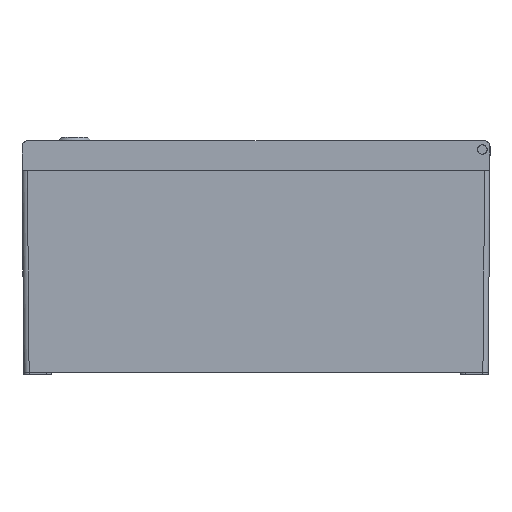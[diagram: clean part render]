
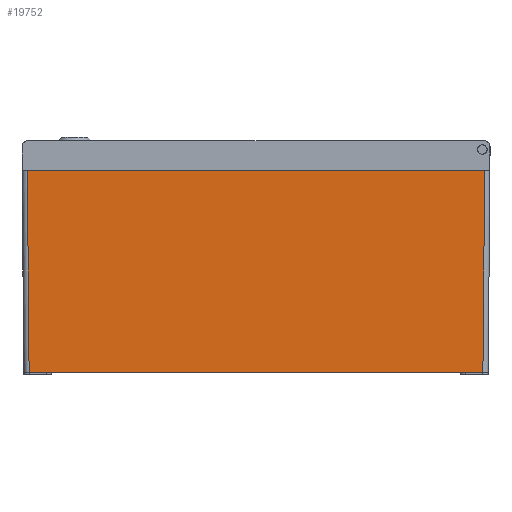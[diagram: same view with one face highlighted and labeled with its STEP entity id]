
A CAD part, front view. The second image highlights one B-rep face of the part: STEP entity #19752.
In plain terms, the highlighted face is planar.
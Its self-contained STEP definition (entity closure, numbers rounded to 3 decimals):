
#9833 = CARTESIAN_POINT ( 'NONE',  ( 0., -235.995, 178.929 ) ) ;
#9835 = CARTESIAN_POINT ( 'NONE',  ( 0., -235.995, -178.929 ) ) ;
#9954 = CARTESIAN_POINT ( 'NONE',  ( 0., -235.995, 193.929 ) ) ;
#9955 = CARTESIAN_POINT ( 'NONE',  ( -172.5, -237.5, 195.435 ) ) ;
#9957 = CARTESIAN_POINT ( 'NONE',  ( -172.5, -237.5, -195.435 ) ) ;
#9958 = CARTESIAN_POINT ( 'NONE',  ( 0., -235.995, -193.929 ) ) ;
#10687 = VECTOR ( 'NONE', #41168, 1000. ) ;
#10727 = LINE ( 'NONE', #41166, #10738 ) ;
#10734 = LINE ( 'NONE', #41160, #10687 ) ;
#10738 = VECTOR ( 'NONE', #41169, 1000. ) ;
#10740 = VECTOR ( 'NONE', #41180, 1000. ) ;
#10742 = LINE ( 'NONE', #41170, #10745 ) ;
#10745 = VECTOR ( 'NONE', #41171, 1000. ) ;
#10747 = LINE ( 'NONE', #41179, #10740 ) ;
#10758 = LINE ( 'NONE', #41196, #10785 ) ;
#10785 = VECTOR ( 'NONE', #41201, 1000. ) ;
#11319 = VECTOR ( 'NONE', #41675, 1000. ) ;
#11352 = LINE ( 'NONE', #41673, #11319 ) ;
#13551 = AXIS2_PLACEMENT_3D ( 'NONE', #35505, #35460, #35459 ) ;
#19752 = ADVANCED_FACE ( 'NONE', ( #49163 ), #35509, .T. ) ;
#27014 = VERTEX_POINT ( 'NONE', #9958 ) ;
#27015 = VERTEX_POINT ( 'NONE', #9957 ) ;
#27016 = VERTEX_POINT ( 'NONE', #9955 ) ;
#27017 = VERTEX_POINT ( 'NONE', #9954 ) ;
#27115 = VERTEX_POINT ( 'NONE', #9835 ) ;
#27116 = VERTEX_POINT ( 'NONE', #9833 ) ;
#28415 = ORIENTED_EDGE ( 'NONE', *, *, #40087, .T. ) ;
#28416 = ORIENTED_EDGE ( 'NONE', *, *, #40089, .F. ) ;
#28417 = ORIENTED_EDGE ( 'NONE', *, *, #40106, .T. ) ;
#28418 = ORIENTED_EDGE ( 'NONE', *, *, #40086, .T. ) ;
#28419 = ORIENTED_EDGE ( 'NONE', *, *, #40282, .T. ) ;
#28420 = ORIENTED_EDGE ( 'NONE', *, *, #40093, .T. ) ;
#29485 = EDGE_LOOP ( 'NONE', ( #28415, #28416, #28417, #28418, #28419, #28420 ) ) ;
#35459 = DIRECTION ( 'NONE',  ( 1., 0.009, 0. ) ) ;
#35460 = DIRECTION ( 'NONE',  ( 0.009, -1., 0. ) ) ;
#35505 = CARTESIAN_POINT ( 'NONE',  ( -172.5, -237.5, -250. ) ) ;
#35509 = PLANE ( 'NONE',  #13551 ) ;
#40086 = EDGE_CURVE ( 'NONE', #27014, #27115, #10734, .T. ) ;
#40087 = EDGE_CURVE ( 'NONE', #27017, #27016, #10727, .T. ) ;
#40089 = EDGE_CURVE ( 'NONE', #27015, #27016, #10742, .T. ) ;
#40093 = EDGE_CURVE ( 'NONE', #27116, #27017, #10747, .T. ) ;
#40106 = EDGE_CURVE ( 'NONE', #27015, #27014, #10758, .T. ) ;
#40282 = EDGE_CURVE ( 'NONE', #27115, #27116, #11352, .T. ) ;
#41160 = CARTESIAN_POINT ( 'NONE',  ( 0., -235.995, -250. ) ) ;
#41166 = CARTESIAN_POINT ( 'NONE',  ( -172.539, -237.5, 195.435 ) ) ;
#41168 = DIRECTION ( 'NONE',  ( 0., 0., 1. ) ) ;
#41169 = DIRECTION ( 'NONE',  ( -1., -0.009, 0.009 ) ) ;
#41170 = CARTESIAN_POINT ( 'NONE',  ( -172.5, -237.5, -250. ) ) ;
#41171 = DIRECTION ( 'NONE',  ( 0., 0., 1. ) ) ;
#41179 = CARTESIAN_POINT ( 'NONE',  ( 0., -235.995, -479.796 ) ) ;
#41180 = DIRECTION ( 'NONE',  ( 0., 0., 1. ) ) ;
#41196 = CARTESIAN_POINT ( 'NONE',  ( -0.039, -235.995, -193.93 ) ) ;
#41201 = DIRECTION ( 'NONE',  ( 1., 0.009, 0.009 ) ) ;
#41673 = CARTESIAN_POINT ( 'NONE',  ( 0., -235.995, -250. ) ) ;
#41675 = DIRECTION ( 'NONE',  ( 0., 0., 1. ) ) ;
#49163 = FACE_OUTER_BOUND ( 'NONE', #29485, .T. ) ;
